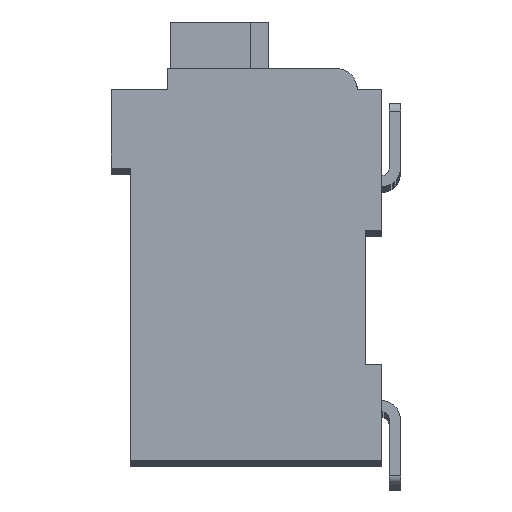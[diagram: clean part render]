
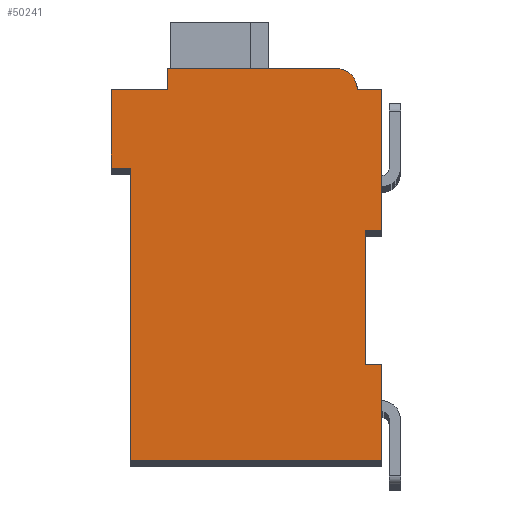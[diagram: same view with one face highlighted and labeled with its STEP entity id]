
A CAD part, top view. The second image highlights one B-rep face of the part: STEP entity #50241.
In plain terms, the highlighted planar face has unit normal (0, 0, 1).
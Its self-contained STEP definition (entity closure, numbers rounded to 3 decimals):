
#15346=DIRECTION('',(1.,0.,0.));
#15347=VECTOR('',#15346,0.5);
#15348=CARTESIAN_POINT('',(7.3,7.15,2.1));
#15349=LINE('',#15348,#15347);
#15350=DIRECTION('',(0.,1.,0.));
#15351=VECTOR('',#15350,4.15);
#15352=CARTESIAN_POINT('',(7.3,3.,2.1));
#15353=LINE('',#15352,#15351);
#15354=DIRECTION('',(-1.,0.,0.));
#15355=VECTOR('',#15354,0.5);
#15356=CARTESIAN_POINT('',(7.8,3.,2.1));
#15357=LINE('',#15356,#15355);
#15358=DIRECTION('',(0.,1.,0.));
#15359=VECTOR('',#15358,3.);
#15360=CARTESIAN_POINT('',(7.8,0.,2.1));
#15361=LINE('',#15360,#15359);
#15362=DIRECTION('',(1.,0.,0.));
#15363=VECTOR('',#15362,7.8);
#15364=CARTESIAN_POINT('',(0.,0.,2.1));
#15365=LINE('',#15364,#15363);
#15366=DIRECTION('',(0.,-1.,0.));
#15367=VECTOR('',#15366,9.1);
#15368=CARTESIAN_POINT('',(0.,9.1,2.1));
#15369=LINE('',#15368,#15367);
#15370=DIRECTION('',(1.,0.,0.));
#15371=VECTOR('',#15370,0.6);
#15372=CARTESIAN_POINT('',(-0.6,9.1,2.1));
#15373=LINE('',#15372,#15371);
#15374=DIRECTION('',(0.,-1.,0.));
#15375=VECTOR('',#15374,2.45);
#15376=CARTESIAN_POINT('',(-0.6,11.55,2.1));
#15377=LINE('',#15376,#15375);
#15378=DIRECTION('',(-1.,0.,0.));
#15379=VECTOR('',#15378,1.75);
#15380=CARTESIAN_POINT('',(1.15,11.55,2.1));
#15381=LINE('',#15380,#15379);
#15382=DIRECTION('',(0.,-1.,0.));
#15383=VECTOR('',#15382,0.65);
#15384=CARTESIAN_POINT('',(1.15,12.2,2.1));
#15385=LINE('',#15384,#15383);
#15386=DIRECTION('',(-1.,0.,0.));
#15387=VECTOR('',#15386,5.25);
#15388=CARTESIAN_POINT('',(6.4,12.2,2.1));
#15389=LINE('',#15388,#15387);
#15390=CARTESIAN_POINT('',(6.4,11.55,2.1));
#15391=DIRECTION('',(0.,0.,1.));
#15392=DIRECTION('',(1.,0.,0.));
#15393=AXIS2_PLACEMENT_3D('',#15390,#15391,#15392);
#15395=DIRECTION('',(-1.,0.,0.));
#15396=VECTOR('',#15395,0.75);
#15397=CARTESIAN_POINT('',(7.8,11.55,2.1));
#15398=LINE('',#15397,#15396);
#15399=DIRECTION('',(0.,1.,0.));
#15400=VECTOR('',#15399,4.4);
#15401=CARTESIAN_POINT('',(7.8,7.15,2.1));
#15402=LINE('',#15401,#15400);
#25409=CARTESIAN_POINT('',(7.3,7.15,2.1));
#25410=CARTESIAN_POINT('',(7.8,7.15,2.1));
#25411=VERTEX_POINT('',#25409);
#25412=VERTEX_POINT('',#25410);
#25413=CARTESIAN_POINT('',(7.8,11.55,2.1));
#25414=VERTEX_POINT('',#25413);
#25415=CARTESIAN_POINT('',(7.05,11.55,2.1));
#25416=VERTEX_POINT('',#25415);
#25417=CARTESIAN_POINT('',(6.4,12.2,2.1));
#25418=VERTEX_POINT('',#25417);
#25419=CARTESIAN_POINT('',(1.15,12.2,2.1));
#25420=VERTEX_POINT('',#25419);
#25421=CARTESIAN_POINT('',(1.15,11.55,2.1));
#25422=VERTEX_POINT('',#25421);
#25423=CARTESIAN_POINT('',(-0.6,11.55,2.1));
#25424=VERTEX_POINT('',#25423);
#25425=CARTESIAN_POINT('',(-0.6,9.1,2.1));
#25426=VERTEX_POINT('',#25425);
#25427=CARTESIAN_POINT('',(0.,9.1,2.1));
#25428=VERTEX_POINT('',#25427);
#25429=CARTESIAN_POINT('',(0.,0.,2.1));
#25430=VERTEX_POINT('',#25429);
#25431=CARTESIAN_POINT('',(7.8,0.,2.1));
#25432=VERTEX_POINT('',#25431);
#25433=CARTESIAN_POINT('',(7.8,3.,2.1));
#25434=VERTEX_POINT('',#25433);
#25435=CARTESIAN_POINT('',(7.3,3.,2.1));
#25436=VERTEX_POINT('',#25435);
#50220=CARTESIAN_POINT('',(0.,0.,2.1));
#50221=DIRECTION('',(0.,0.,1.));
#50222=DIRECTION('',(1.,0.,0.));
#50223=AXIS2_PLACEMENT_3D('',#50220,#50221,#50222);
#50224=PLANE('',#50223);
#50225=ORIENTED_EDGE('',*,*,#33414,.F.);
#50226=ORIENTED_EDGE('',*,*,#34538,.F.);
#50227=ORIENTED_EDGE('',*,*,#43412,.F.);
#50228=ORIENTED_EDGE('',*,*,#44067,.F.);
#50229=ORIENTED_EDGE('',*,*,#44822,.F.);
#50230=ORIENTED_EDGE('',*,*,#45815,.F.);
#50231=ORIENTED_EDGE('',*,*,#46192,.F.);
#50232=ORIENTED_EDGE('',*,*,#46561,.F.);
#50233=ORIENTED_EDGE('',*,*,#47121,.F.);
#50234=ORIENTED_EDGE('',*,*,#48180,.F.);
#50235=ORIENTED_EDGE('',*,*,#49020,.F.);
#50236=ORIENTED_EDGE('',*,*,#47172,.F.);
#50237=ORIENTED_EDGE('',*,*,#47901,.F.);
#50238=ORIENTED_EDGE('',*,*,#34433,.F.);
#50239=EDGE_LOOP('',(#50225,#50226,#50227,#50228,#50229,#50230,#50231,#50232,
#50233,#50234,#50235,#50236,#50237,#50238));
#50240=FACE_OUTER_BOUND('',#50239,.F.);
#15394=CIRCLE('',#15393,0.65);
#33414=EDGE_CURVE('',#25411,#25412,#15349,.T.);
#34433=EDGE_CURVE('',#25412,#25414,#15402,.T.);
#34538=EDGE_CURVE('',#25436,#25411,#15353,.T.);
#43412=EDGE_CURVE('',#25434,#25436,#15357,.T.);
#44067=EDGE_CURVE('',#25432,#25434,#15361,.T.);
#44822=EDGE_CURVE('',#25430,#25432,#15365,.T.);
#45815=EDGE_CURVE('',#25428,#25430,#15369,.T.);
#46192=EDGE_CURVE('',#25426,#25428,#15373,.T.);
#46561=EDGE_CURVE('',#25424,#25426,#15377,.T.);
#47121=EDGE_CURVE('',#25422,#25424,#15381,.T.);
#47172=EDGE_CURVE('',#25416,#25418,#15394,.T.);
#47901=EDGE_CURVE('',#25414,#25416,#15398,.T.);
#48180=EDGE_CURVE('',#25420,#25422,#15385,.T.);
#49020=EDGE_CURVE('',#25418,#25420,#15389,.T.);
#50241=ADVANCED_FACE('',(#50240),#50224,.T.);
